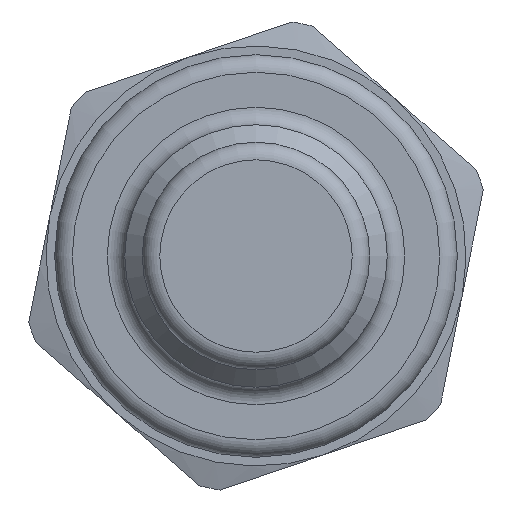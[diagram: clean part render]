
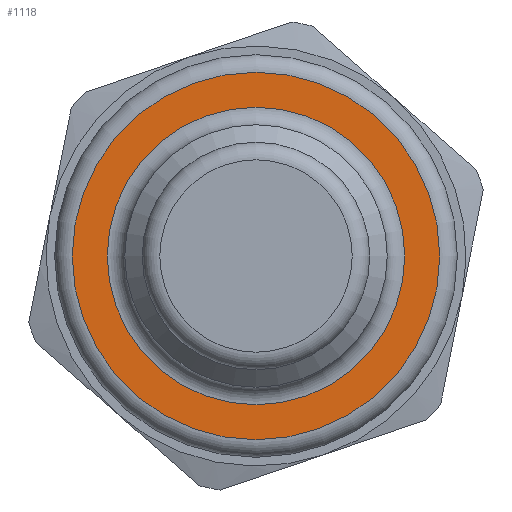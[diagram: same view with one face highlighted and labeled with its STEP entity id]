
A CAD part, left-side view. The second image highlights one B-rep face of the part: STEP entity #1118.
In plain terms, the highlighted planar face has unit normal (-1, 0, 0).
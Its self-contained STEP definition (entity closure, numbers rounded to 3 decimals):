
#1087=CARTESIAN_POINT('',(21.5,8.5,0.));
#1088=VERTEX_POINT('',#1087);
#1089=CARTESIAN_POINT('',(21.5,0.0,0.0));
#1090=DIRECTION('',(-1.0,0.0,0.0));
#1091=DIRECTION('',(0.0,-1.0,0.0));
#1092=AXIS2_PLACEMENT_3D('',#1089,#1090,#1091);
#1093=CIRCLE('',#1092,8.5);
#1094=EDGE_CURVE('',#1088,#1088,#1093,.T.);
#1099=CARTESIAN_POINT('',(21.5,9.5,0.0));
#1100=DIRECTION('',(-1.0,0.0,0.0));
#1101=DIRECTION('',(0.0,0.0,1.0));
#1102=AXIS2_PLACEMENT_3D('',#1099,#1100,#1101);
#1103=PLANE('',#1102);
#1104=CARTESIAN_POINT('',(21.5,10.5,0.0));
#1105=VERTEX_POINT('',#1104);
#1106=CARTESIAN_POINT('',(21.5,0.0,0.0));
#1107=DIRECTION('',(1.0,0.0,0.0));
#1108=DIRECTION('',(0.0,-1.0,0.0));
#1109=AXIS2_PLACEMENT_3D('',#1106,#1107,#1108);
#1110=CIRCLE('',#1109,10.5);
#1111=EDGE_CURVE('',#1105,#1105,#1110,.T.);
#1112=ORIENTED_EDGE('',*,*,#1111,.F.);
#1113=EDGE_LOOP('',(#1112));
#1114=FACE_OUTER_BOUND('',#1113,.T.);
#1115=ORIENTED_EDGE('',*,*,#1094,.F.);
#1116=EDGE_LOOP('',(#1115));
#1117=FACE_BOUND('',#1116,.T.);
#1118=ADVANCED_FACE('',(#1114,#1117),#1103,.T.);
